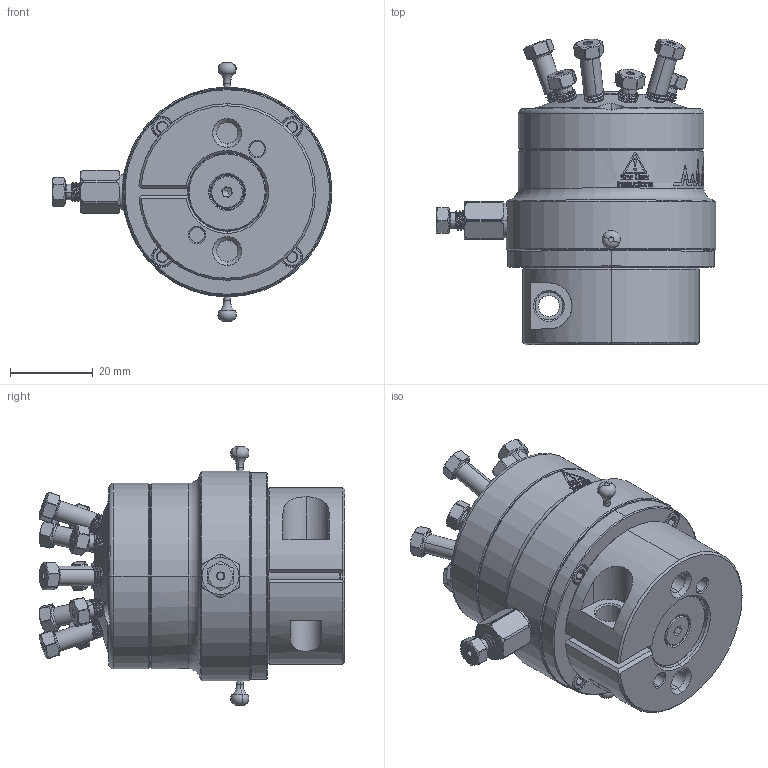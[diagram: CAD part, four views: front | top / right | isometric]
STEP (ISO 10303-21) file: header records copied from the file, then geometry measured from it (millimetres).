
FILE_DESCRIPTION (( 'STEP AP214' ), '1' );
FILE_NAME ('ELDV 10 No purge Mix Nut_BLANK.STEP', '2024-03-29T14:45:21', ( '' ), ( '' ), 'SwSTEP 2.0', 'SolidWorks 2022', '' );
FILE_SCHEMA (( 'AUTOMOTIVE_DESIGN' ));
Length unit declared in the file: inch
Products named in the file (1): ELDV 10 No purge Mix Nut_BLANK
Bounding box: 67.82 x 74.05 x 62.68 mm (x, y, z)
Volume: 95830.6 mm3; surface area: 23074.6 mm2
Topology: 2 solids, 2 shells, 1541 faces, 4044 edges, 2615 vertices
Faces by surface type: plane 702, cylinder 340, bspline 238, cone 187, torus 74
Entity records: 78059 total; most frequent: CARTESIAN_POINT 42903, ORIENTED_EDGE 8084, DIRECTION 6313, EDGE_CURVE 4042, VERTEX_POINT 2615, AXIS2_PLACEMENT_3D 2267, LINE 1779, VECTOR 1779
